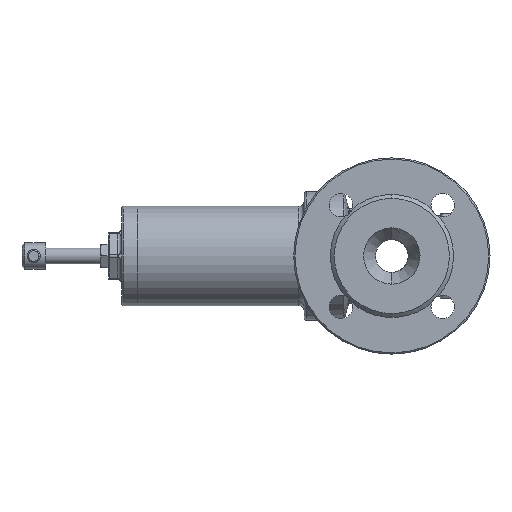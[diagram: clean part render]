
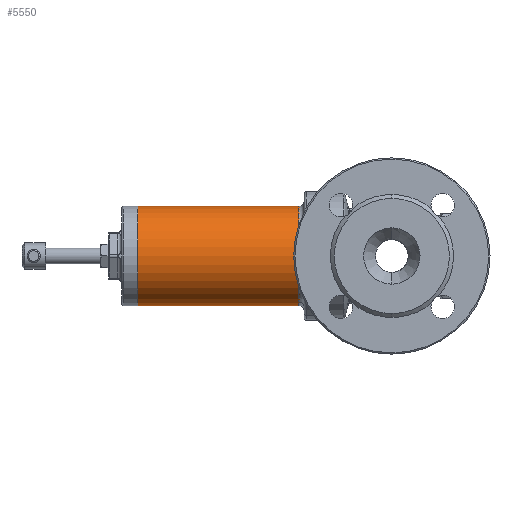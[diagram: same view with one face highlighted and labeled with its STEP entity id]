
A CAD part, left-side view. The second image highlights one B-rep face of the part: STEP entity #5550.
In plain terms, the highlighted cylindrical face has radius 38 mm (diameter 76 mm), a partial arc.
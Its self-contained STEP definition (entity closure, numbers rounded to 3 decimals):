
#72 = VECTOR ( 'NONE', #6817, 1000. ) ;
#427 = VERTEX_POINT ( 'NONE', #7866 ) ;
#859 = CARTESIAN_POINT ( 'NONE',  ( 0., 195.5, -38. ) ) ;
#878 = AXIS2_PLACEMENT_3D ( 'NONE', #18255, #18455, #1793 ) ;
#1165 = CYLINDRICAL_SURFACE ( 'NONE', #878, 38. ) ;
#1793 = DIRECTION ( 'NONE',  ( 0., 0., 1. ) ) ;
#2562 = CARTESIAN_POINT ( 'NONE',  ( 0., 194., 38. ) ) ;
#2650 = LINE ( 'NONE', #3723, #72 ) ;
#2699 = ORIENTED_EDGE ( 'NONE', *, *, #13067, .T. ) ;
#2899 = EDGE_CURVE ( 'NONE', #4211, #427, #2650, .T. ) ;
#3075 = ORIENTED_EDGE ( 'NONE', *, *, #18143, .T. ) ;
#3723 = CARTESIAN_POINT ( 'NONE',  ( 0., 195.5, 38. ) ) ;
#4211 = VERTEX_POINT ( 'NONE', #2562 ) ;
#4472 = CARTESIAN_POINT ( 'NONE',  ( 0., 67.5, -38. ) ) ;
#5305 = CIRCLE ( 'NONE', #16474, 38. ) ;
#5550 = ADVANCED_FACE ( 'NONE', ( #18582 ), #1165, .T. ) ;
#5898 = VERTEX_POINT ( 'NONE', #4472 ) ;
#5979 = DIRECTION ( 'NONE',  ( 0., 0., -1. ) ) ;
#6206 = VERTEX_POINT ( 'NONE', #6701 ) ;
#6701 = CARTESIAN_POINT ( 'NONE',  ( 0., 194., -38. ) ) ;
#6817 = DIRECTION ( 'NONE',  ( 0., -1., 0. ) ) ;
#7490 = DIRECTION ( 'NONE',  ( 0., 0., -1. ) ) ;
#7759 = CARTESIAN_POINT ( 'NONE',  ( 0., 194., 0. ) ) ;
#7866 = CARTESIAN_POINT ( 'NONE',  ( 0., 67.5, 38. ) ) ;
#8311 = ORIENTED_EDGE ( 'NONE', *, *, #2899, .F. ) ;
#8684 = VECTOR ( 'NONE', #12895, 1000. ) ;
#9270 = DIRECTION ( 'NONE',  ( 0., 1., 0. ) ) ;
#9866 = ORIENTED_EDGE ( 'NONE', *, *, #13112, .T. ) ;
#12895 = DIRECTION ( 'NONE',  ( 0., -1., 0. ) ) ;
#13067 = EDGE_CURVE ( 'NONE', #5898, #427, #5305, .T. ) ;
#13112 = EDGE_CURVE ( 'NONE', #4211, #6206, #18258, .T. ) ;
#13796 = CARTESIAN_POINT ( 'NONE',  ( 0., 67.5, 0. ) ) ;
#15074 = DIRECTION ( 'NONE',  ( 0., -1., 0. ) ) ;
#15481 = LINE ( 'NONE', #859, #8684 ) ;
#16288 = EDGE_LOOP ( 'NONE', ( #9866, #3075, #2699, #8311 ) ) ;
#16474 = AXIS2_PLACEMENT_3D ( 'NONE', #13796, #9270, #7490 ) ;
#17505 = AXIS2_PLACEMENT_3D ( 'NONE', #7759, #15074, #5979 ) ;
#18143 = EDGE_CURVE ( 'NONE', #6206, #5898, #15481, .T. ) ;
#18255 = CARTESIAN_POINT ( 'NONE',  ( 0., 195.5, 0. ) ) ;
#18258 = CIRCLE ( 'NONE', #17505, 38. ) ;
#18455 = DIRECTION ( 'NONE',  ( 0., -1., 0. ) ) ;
#18582 = FACE_OUTER_BOUND ( 'NONE', #16288, .T. ) ;
